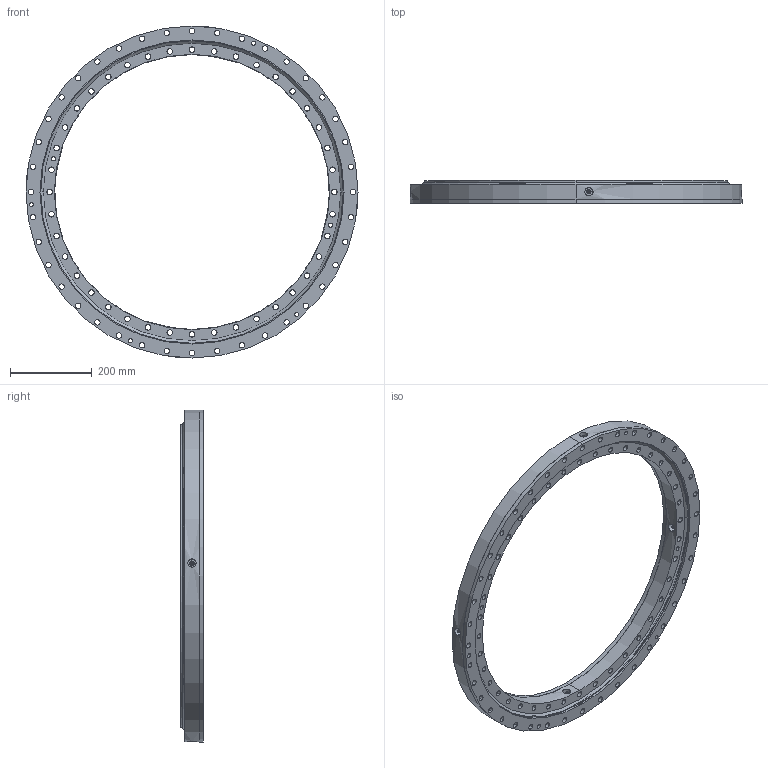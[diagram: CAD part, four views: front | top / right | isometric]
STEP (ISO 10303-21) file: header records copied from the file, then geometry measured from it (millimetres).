
FILE_DESCRIPTION (( 'STEP AP203' ), '1' );
FILE_NAME ('88-0744-00.STEP', '2017-12-28T15:30:16', ( 'defontaine' ), ( 'Hewlett-Packard Company' ), 'SwSTEP 2.0', 'SolidWorks 2016', '' );
FILE_SCHEMA (( 'CONFIG_CONTROL_DESIGN' ));
Length unit declared in the file: millimetre
Products named in the file (1): 88-0744-00
Bounding box: 814 x 56 x 814 mm (x, y, z)
Volume: 6323515.3 mm3; surface area: 1121666.1 mm2
Topology: 13 solids, 13 shells, 491 faces, 1214 edges, 779 vertices
Faces by surface type: cylinder 246, plane 104, cone 76, torus 49, sphere 16
Entity records: 16493 total; most frequent: CARTESIAN_POINT 3877, DIRECTION 2818, ORIENTED_EDGE 2428, EDGE_CURVE 1214, AXIS2_PLACEMENT_3D 1176, VERTEX_POINT 779, EDGE_LOOP 717, CIRCLE 684
